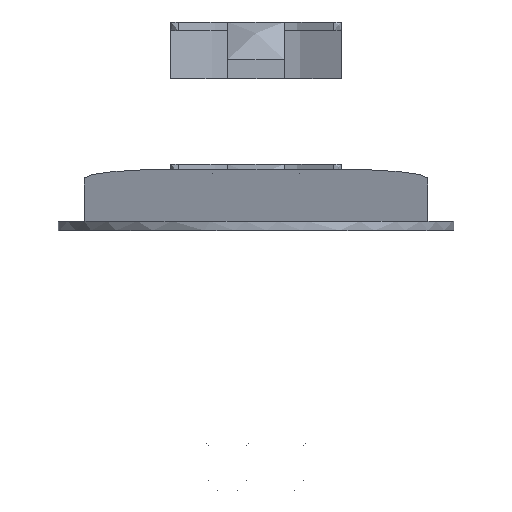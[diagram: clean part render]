
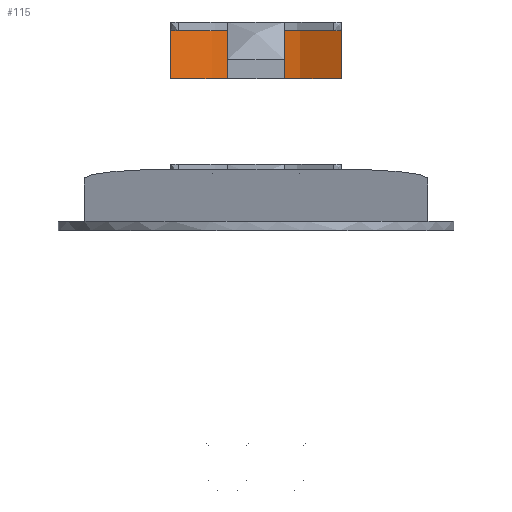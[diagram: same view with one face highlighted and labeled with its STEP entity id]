
A CAD part, front view. The second image highlights one B-rep face of the part: STEP entity #115.
In plain terms, the highlighted free-form (B-spline) face has degree [2, 1] with [3, 2] control points.
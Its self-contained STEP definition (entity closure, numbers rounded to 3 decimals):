
#115=ADVANCED_FACE('',(#226),#3403,.T.);
#226=FACE_OUTER_BOUND('',#341,.T.);
#341=EDGE_LOOP('',(#676,#677,#678,#679));
#676=ORIENTED_EDGE('',*,*,#2808,.F.);
#677=ORIENTED_EDGE('',*,*,#2801,.F.);
#678=ORIENTED_EDGE('',*,*,#2809,.T.);
#679=ORIENTED_EDGE('',*,*,#2804,.F.);
#1159=PCURVE('',#3349,#1659);
#1164=PCURVE('',#3351,#1664);
#1172=PCURVE('',#3352,#1672);
#1176=PCURVE('',#3403,#1676);
#1177=PCURVE('',#3403,#1677);
#1178=PCURVE('',#3403,#1678);
#1179=PCURVE('',#3403,#1679);
#1184=PCURVE('',#3353,#1684);
#1659=DEFINITIONAL_REPRESENTATION('',(#2183),#8861);
#1664=DEFINITIONAL_REPRESENTATION('',(#2191),#8861);
#1672=DEFINITIONAL_REPRESENTATION('',(#3036),#8861);
#1676=DEFINITIONAL_REPRESENTATION('',(#2202),#8861);
#1677=DEFINITIONAL_REPRESENTATION('',(#2203),#8861);
#1678=DEFINITIONAL_REPRESENTATION('',(#2204),#8861);
#1679=DEFINITIONAL_REPRESENTATION('',(#2205),#8861);
#1684=DEFINITIONAL_REPRESENTATION('',(#3042),#8861);
#2182=B_SPLINE_CURVE_WITH_KNOTS('',1,(#6587,#6588),.UNSPECIFIED.,.F.,.F.,
(2,2),(0.,10.2),.UNSPECIFIED.);
#2183=B_SPLINE_CURVE_WITH_KNOTS('',1,(#6589,#6590),.UNSPECIFIED.,.F.,.F.,
(2,2),(0.,10.2),.UNSPECIFIED.);
#2190=B_SPLINE_CURVE_WITH_KNOTS('',1,(#6607,#6608),.UNSPECIFIED.,.F.,.F.,
(2,2),(-10.2,0.),.UNSPECIFIED.);
#2191=B_SPLINE_CURVE_WITH_KNOTS('',1,(#6609,#6610),.UNSPECIFIED.,.F.,.F.,
(2,2),(-10.2,0.),.UNSPECIFIED.);
#2202=B_SPLINE_CURVE_WITH_KNOTS('',1,(#6654,#6655),.UNSPECIFIED.,.F.,.F.,
(2,2),(305.748,340.138),.UNSPECIFIED.);
#2203=B_SPLINE_CURVE_WITH_KNOTS('',3,(#6656,#6657,#6658,#6659),
 .UNSPECIFIED.,.F.,.F.,(4,4),(0.,10.2),.UNSPECIFIED.);
#2204=B_SPLINE_CURVE_WITH_KNOTS('',1,(#6663,#6664),.UNSPECIFIED.,.F.,.F.,
(2,2),(305.748,340.138),.UNSPECIFIED.);
#2205=B_SPLINE_CURVE_WITH_KNOTS('',3,(#6665,#6666,#6667,#6668),
 .UNSPECIFIED.,.F.,.F.,(4,4),(-10.2,0.),.UNSPECIFIED.);
#2551=SURFACE_CURVE('',#2182,(#1159,#1177),.PCURVE_S1.);
#2554=SURFACE_CURVE('',#2190,(#1164,#1179),.PCURVE_S1.);
#2558=SURFACE_CURVE('',#3035,(#1172,#1176),.PCURVE_S1.);
#2559=SURFACE_CURVE('',#3039,(#1178,#1184),.PCURVE_S1.);
#2801=EDGE_CURVE('',#3248,#3249,#2551,.T.);
#2804=EDGE_CURVE('',#3251,#3250,#2554,.T.);
#2808=EDGE_CURVE('',#3249,#3251,#2558,.T.);
#2809=EDGE_CURVE('',#3248,#3250,#2559,.T.);
#3035=(
BOUNDED_CURVE()
B_SPLINE_CURVE(2,(#6638,#6639,#6640),.UNSPECIFIED.,.F.,.F.)
B_SPLINE_CURVE_WITH_KNOTS((3,3),(305.748,340.138),
 .UNSPECIFIED.)
CURVE()
GEOMETRIC_REPRESENTATION_ITEM()
RATIONAL_B_SPLINE_CURVE((1.,0.833,1.))
REPRESENTATION_ITEM('')
);
#3036=(
BOUNDED_CURVE()
B_SPLINE_CURVE(2,(#6641,#6642,#6643),.UNSPECIFIED.,.F.,.F.)
B_SPLINE_CURVE_WITH_KNOTS((3,3),(305.748,340.138),
 .UNSPECIFIED.)
CURVE()
GEOMETRIC_REPRESENTATION_ITEM()
RATIONAL_B_SPLINE_CURVE((1.,0.833,1.))
REPRESENTATION_ITEM('')
);
#3039=(
BOUNDED_CURVE()
B_SPLINE_CURVE(2,(#6660,#6661,#6662),.UNSPECIFIED.,.F.,.F.)
B_SPLINE_CURVE_WITH_KNOTS((3,3),(305.748,340.138),
 .UNSPECIFIED.)
CURVE()
GEOMETRIC_REPRESENTATION_ITEM()
RATIONAL_B_SPLINE_CURVE((1.,0.833,1.))
REPRESENTATION_ITEM('')
);
#3042=(
BOUNDED_CURVE()
B_SPLINE_CURVE(2,(#6679,#6680,#6681),.UNSPECIFIED.,.F.,.F.)
B_SPLINE_CURVE_WITH_KNOTS((3,3),(305.748,340.138),
 .UNSPECIFIED.)
CURVE()
GEOMETRIC_REPRESENTATION_ITEM()
RATIONAL_B_SPLINE_CURVE((1.,0.833,1.))
REPRESENTATION_ITEM('')
);
#3248=VERTEX_POINT('',#6453);
#3249=VERTEX_POINT('',#6454);
#3250=VERTEX_POINT('',#6455);
#3251=VERTEX_POINT('',#6456);
#3349=B_SPLINE_SURFACE_WITH_KNOTS('',1,1,((#6363,#6364),(#6365,#6366)),
 .UNSPECIFIED.,.F.,.F.,.F.,(2,2),(2,2),(-30.,-9.448),(0.,12.),
 .UNSPECIFIED.);
#3351=B_SPLINE_SURFACE_WITH_KNOTS('',1,1,((#6371,#6372),(#6373,#6374)),
 .UNSPECIFIED.,.F.,.F.,.F.,(2,2),(2,2),(-20.552,0.),(0.,12.),
 .UNSPECIFIED.);
#3352=B_SPLINE_SURFACE_WITH_KNOTS('',1,1,((#6375,#6376),(#6377,#6378)),
 .UNSPECIFIED.,.F.,.F.,.F.,(2,2),(2,2),(2.,40.),(15.416,38.668),
 .UNSPECIFIED.);
#3353=B_SPLINE_SURFACE_WITH_KNOTS('',1,1,((#6385,#6386),(#6387,#6388)),
 .UNSPECIFIED.,.F.,.F.,.F.,(2,2),(2,2),(-36.36,0.36),
(-9.588,6.154),.UNSPECIFIED.);
#3403=(
BOUNDED_SURFACE()
B_SPLINE_SURFACE(2,1,((#6379,#6380),(#6381,#6382),(#6383,#6384)),
 .UNSPECIFIED.,.F.,.F.,.F.)
B_SPLINE_SURFACE_WITH_KNOTS((3,3),(2,2),(-341.307,-304.58),
(0.,24.),.UNSPECIFIED.)
GEOMETRIC_REPRESENTATION_ITEM()
RATIONAL_B_SPLINE_SURFACE(((1.,1.),(0.812,0.812),
(1.,1.)))
REPRESENTATION_ITEM('')
SURFACE()
);
#6363=CARTESIAN_POINT('',(-18.,-214.519,30.));
#6364=CARTESIAN_POINT('',(-18.,-214.519,42.));
#6365=CARTESIAN_POINT('',(-18.,-235.071,30.));
#6366=CARTESIAN_POINT('',(-18.,-235.071,42.));
#6371=CARTESIAN_POINT('',(18.,-235.071,30.));
#6372=CARTESIAN_POINT('',(18.,-235.071,42.));
#6373=CARTESIAN_POINT('',(18.,-214.519,30.));
#6374=CARTESIAN_POINT('',(18.,-214.519,42.));
#6375=CARTESIAN_POINT('',(-19.,-224.289,40.2));
#6376=CARTESIAN_POINT('',(-19.,-247.541,40.2));
#6377=CARTESIAN_POINT('',(19.,-224.289,40.2));
#6378=CARTESIAN_POINT('',(19.,-247.541,40.2));
#6379=CARTESIAN_POINT('',(19.,-230.644,40.2));
#6380=CARTESIAN_POINT('',(19.,-230.644,16.2));
#6381=CARTESIAN_POINT('',(0.,-216.974,40.2));
#6382=CARTESIAN_POINT('',(0.,-216.974,16.2));
#6383=CARTESIAN_POINT('',(-19.,-230.644,40.2));
#6384=CARTESIAN_POINT('',(-19.,-230.644,16.2));
#6385=CARTESIAN_POINT('',(18.36,-230.107,30.));
#6386=CARTESIAN_POINT('',(18.36,-214.365,30.));
#6387=CARTESIAN_POINT('',(-18.36,-230.107,30.));
#6388=CARTESIAN_POINT('',(-18.36,-214.365,30.));
#6453=CARTESIAN_POINT('',(-18.,-229.952,30.));
#6454=CARTESIAN_POINT('',(-18.,-229.952,40.2));
#6455=CARTESIAN_POINT('',(18.,-229.952,30.));
#6456=CARTESIAN_POINT('',(18.,-229.952,40.2));
#6587=CARTESIAN_POINT('',(-18.,-229.952,30.));
#6588=CARTESIAN_POINT('',(-18.,-229.952,40.2));
#6589=CARTESIAN_POINT('',(-14.567,0.));
#6590=CARTESIAN_POINT('',(-14.567,10.2));
#6607=CARTESIAN_POINT('',(18.,-229.952,40.2));
#6608=CARTESIAN_POINT('',(18.,-229.952,30.));
#6609=CARTESIAN_POINT('',(-15.433,10.2));
#6610=CARTESIAN_POINT('',(-15.433,0.));
#6638=CARTESIAN_POINT('',(-18.,-229.952,40.2));
#6639=CARTESIAN_POINT('',(0.,-217.996,40.2));
#6640=CARTESIAN_POINT('',(18.,-229.952,40.2));
#6641=CARTESIAN_POINT('',(3.,21.079));
#6642=CARTESIAN_POINT('',(21.,9.123));
#6643=CARTESIAN_POINT('',(39.,21.079));
#6654=CARTESIAN_POINT('',(-305.748,0.));
#6655=CARTESIAN_POINT('',(-340.138,0.));
#6656=CARTESIAN_POINT('',(-305.748,10.2));
#6657=CARTESIAN_POINT('',(-305.748,6.8));
#6658=CARTESIAN_POINT('',(-305.748,3.4));
#6659=CARTESIAN_POINT('',(-305.748,0.));
#6660=CARTESIAN_POINT('',(-18.,-229.952,30.));
#6661=CARTESIAN_POINT('',(0.,-217.996,30.));
#6662=CARTESIAN_POINT('',(18.,-229.952,30.));
#6663=CARTESIAN_POINT('',(-305.748,10.2));
#6664=CARTESIAN_POINT('',(-340.138,10.2));
#6665=CARTESIAN_POINT('',(-340.138,0.));
#6666=CARTESIAN_POINT('',(-340.138,3.4));
#6667=CARTESIAN_POINT('',(-340.138,6.8));
#6668=CARTESIAN_POINT('',(-340.138,10.2));
#6679=CARTESIAN_POINT('',(0.,-9.433));
#6680=CARTESIAN_POINT('',(-18.,2.523));
#6681=CARTESIAN_POINT('',(-36.,-9.433));
#8861=(
GEOMETRIC_REPRESENTATION_CONTEXT(2)
PARAMETRIC_REPRESENTATION_CONTEXT()
REPRESENTATION_CONTEXT('pspace','')
);
